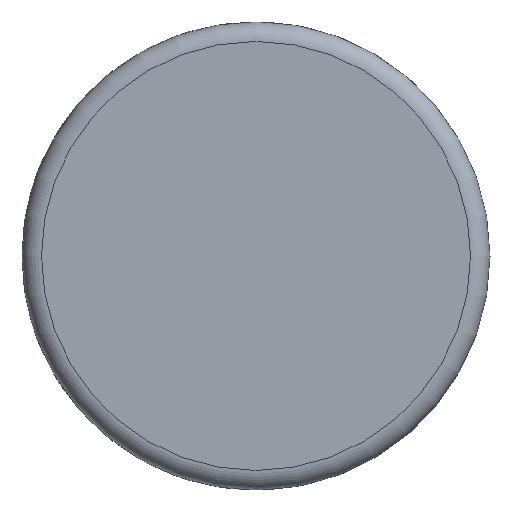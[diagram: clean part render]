
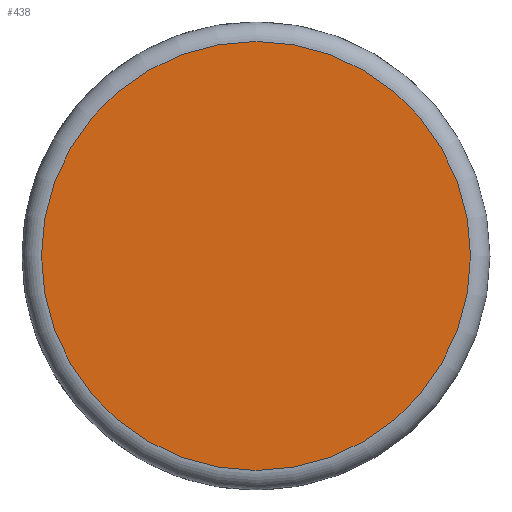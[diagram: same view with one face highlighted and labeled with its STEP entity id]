
A CAD part, top view. The second image highlights one B-rep face of the part: STEP entity #438.
In plain terms, the highlighted planar face has unit normal (0, 0, 1).
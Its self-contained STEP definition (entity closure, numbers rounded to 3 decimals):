
#39=CIRCLE('',#487,22.);
#64=FACE_OUTER_BOUND('',#90,.T.);
#90=EDGE_LOOP('',(#396));
#219=VERTEX_POINT('',#752);
#277=EDGE_CURVE('',#219,#219,#39,.T.);
#396=ORIENTED_EDGE('',*,*,#277,.F.);
#414=PLANE('',#489);
#438=ADVANCED_FACE('',(#64),#414,.T.);
#487=AXIS2_PLACEMENT_3D('',#753,#606,#607);
#489=AXIS2_PLACEMENT_3D('',#755,#610,#611);
#606=DIRECTION('center_axis',(0.,0.,-1.));
#607=DIRECTION('ref_axis',(1.,0.,0.));
#610=DIRECTION('center_axis',(0.,0.,1.));
#611=DIRECTION('ref_axis',(1.,0.,0.));
#752=CARTESIAN_POINT('',(127.995,0.,9.2));
#753=CARTESIAN_POINT('Origin',(149.995,0.,9.2));
#755=CARTESIAN_POINT('Origin',(149.995,0.,9.2));
